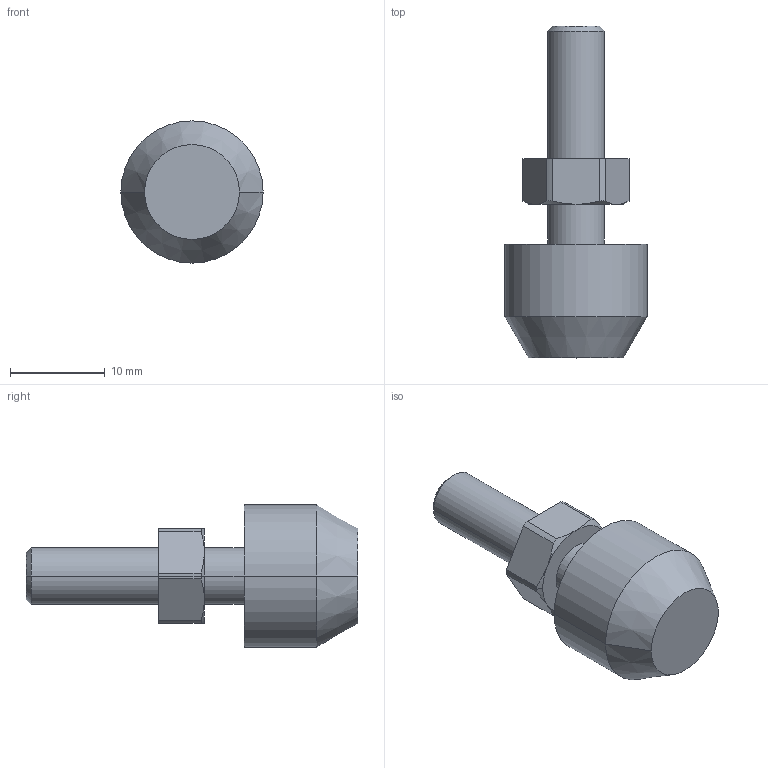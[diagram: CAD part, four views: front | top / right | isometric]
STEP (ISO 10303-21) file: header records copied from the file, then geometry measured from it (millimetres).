
FILE_DESCRIPTION(('STEP AP214'),'1');
FILE_NAME('HALDERN_EH_23330_9013.stp','2020-02-28T09:43:28',('TraceParts'),('TraceParts S.A.'),'Spatial InterOp 3D',' ',' ');
FILE_SCHEMA(('AUTOMOTIVE_DESIGN { 1 0 10303 214 1 1 1 1 }'));
Length unit declared in the file: millimetre
Products named in the file (1): HALDERN_EH_23330_9013_1
Bounding box: 15 x 35 x 15 mm (x, y, z)
Volume: 2724.4 mm3; surface area: 2025.4 mm2
Topology: 2 solids, 3 shells, 62 faces, 138 edges, 84 vertices
Faces by surface type: cone 24, plane 20, cylinder 18
Entity records: 2256 total; most frequent: CARTESIAN_POINT 382, DIRECTION 302, ORIENTED_EDGE 276, EDGE_CURVE 138, AXIS2_PLACEMENT_3D 124, VERTEX_POINT 84, EDGE_LOOP 68, STYLED_ITEM 62
